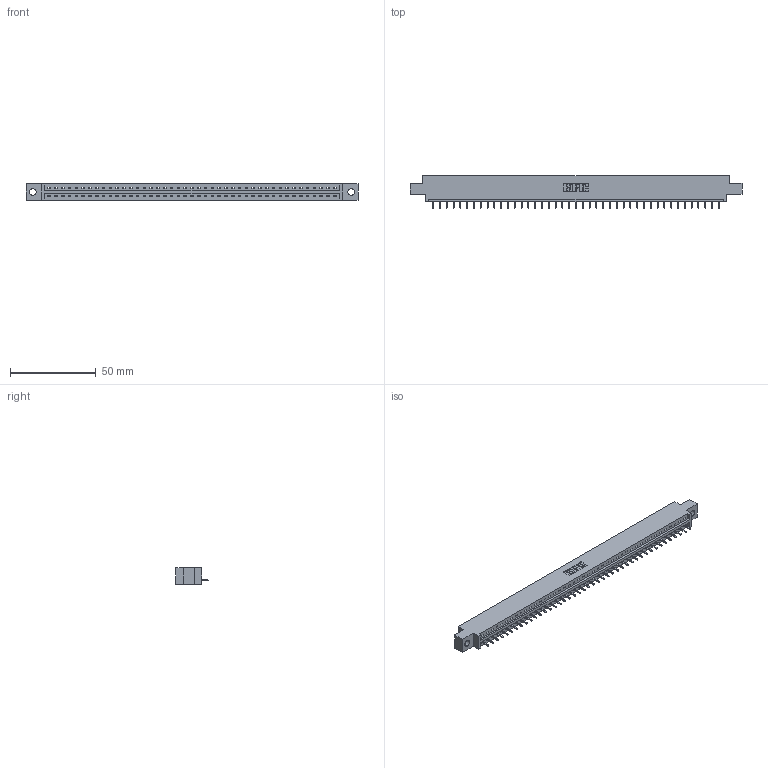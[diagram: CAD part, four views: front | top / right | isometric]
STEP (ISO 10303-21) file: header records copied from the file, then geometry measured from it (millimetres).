
FILE_DESCRIPTION (( 'STEP AP203' ), '1' );
FILE_NAME ('387-043-521-604.STEP', '2019-10-04T21:50:12', ( '' ), ( '' ), 'SwSTEP 2.0', 'SolidWorks 2016', '' );
FILE_SCHEMA (( 'CONFIG_CONTROL_DESIGN' ));
Length unit declared in the file: inch
Products named in the file (3): 345-292-001_345-293-121; 387-043-521-604; 337 Part_0.170 Offset - 0.156 Dia-TH
Assembly tree (44 placements, depth 2):
  387-043-521-604
    337 Part_0.170 Offset - 0.156 Dia-TH
    345-292-001_345-293-121  x43
Bounding box: 193.4 x 19.06 x 9.4 mm (x, y, z)
Volume: 19785 mm3; surface area: 19823.5 mm2
Topology: 44 solids, 44 shells, 2784 faces, 8407 edges, 5546 vertices
Faces by surface type: plane 2052, cylinder 732
Entity records: 31987 total; most frequent: CARTESIAN_POINT 5579, ORIENTED_EDGE 5558, DIRECTION 4693, EDGE_CURVE 2779, VECTOR 2651, LINE 2651, VERTEX_POINT 1850, AXIS2_PLACEMENT_3D 1021
